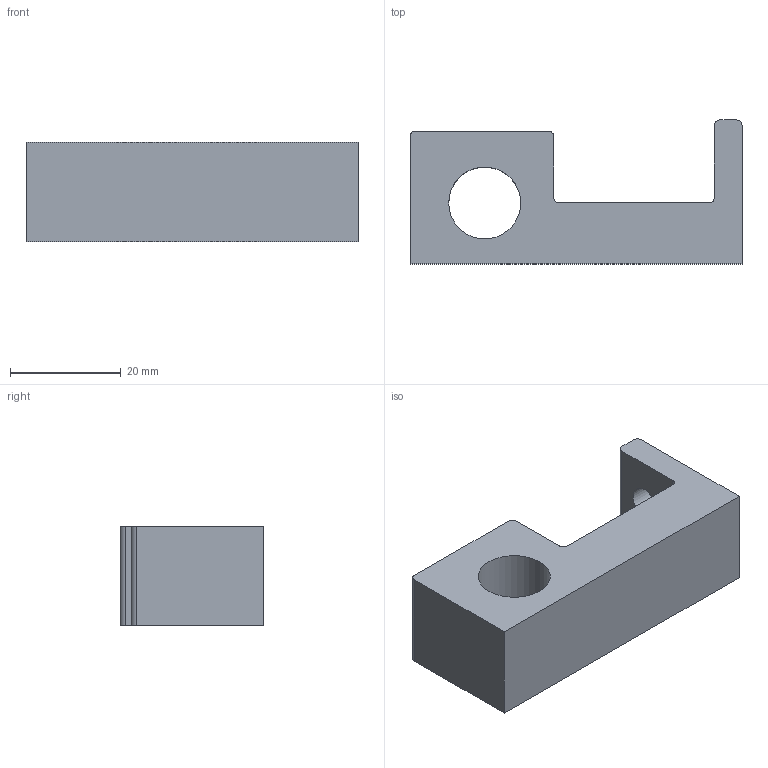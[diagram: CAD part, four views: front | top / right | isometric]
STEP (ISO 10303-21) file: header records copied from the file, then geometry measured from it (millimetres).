
FILE_DESCRIPTION(/* description */ (''),/* implementation_level */ '2;1');
FILE_NAME(/* name */ 'Halterung_1.stp',/* time_stamp */ '2019-08-28T17:53:03+02:00',/* author */ ('Tamara'),/* organization */ (''),/* preprocessor_version */ 'ST-DEVELOPER v17',/* originating_system */ 'Autodesk Inventor 2019',/* authorisation */ '');
FILE_SCHEMA (('AUTOMOTIVE_DESIGN { 1 0 10303 214 3 1 1 }'));
Length unit declared in the file: millimetre
Products named in the file (1): Halterung_1
Bounding box: 60 x 26 x 18 mm (x, y, z)
Volume: 16775.7 mm3; surface area: 6170.2 mm2
Topology: 1 solids, 1 shells, 18 faces, 49 edges, 33 vertices
Faces by surface type: plane 10, cylinder 8
Full cylindrical faces by diameter (mm): 6 x1, 13 x1
Entity records: 625 total; most frequent: DIRECTION 104, CARTESIAN_POINT 101, ORIENTED_EDGE 98, EDGE_CURVE 49, AXIS2_PLACEMENT_3D 36, VERTEX_POINT 33, LINE 32, VECTOR 32
